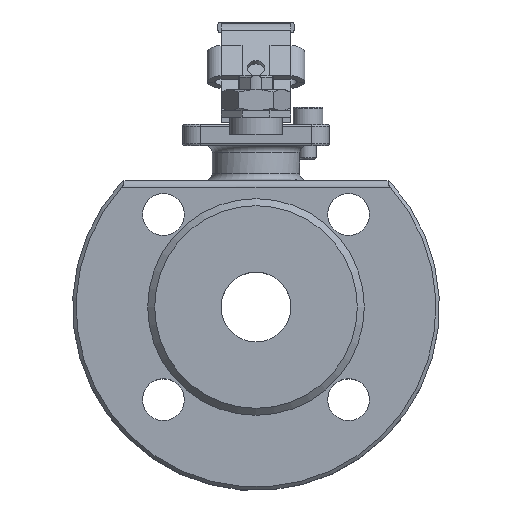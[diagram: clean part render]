
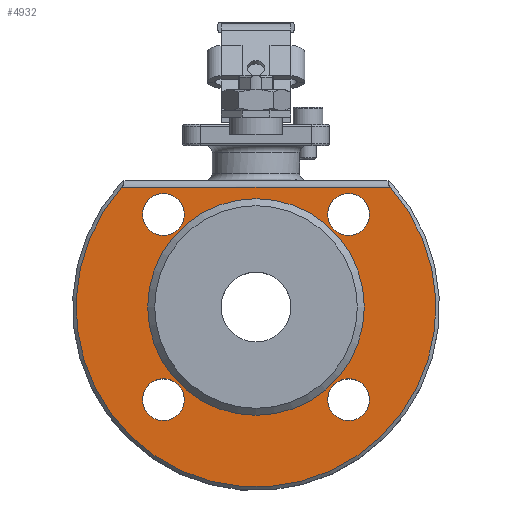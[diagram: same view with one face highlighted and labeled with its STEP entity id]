
A CAD part, top view. The second image highlights one B-rep face of the part: STEP entity #4932.
In plain terms, the highlighted planar face has unit normal (0, 0, 1).
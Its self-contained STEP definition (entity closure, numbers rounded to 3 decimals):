
#199=FACE_BOUND('',#1109,.T.);
#200=FACE_BOUND('',#1110,.T.);
#201=FACE_BOUND('',#1111,.T.);
#202=FACE_BOUND('',#1112,.T.);
#203=FACE_BOUND('',#1113,.T.);
#305=CIRCLE('',#5446,51.5);
#308=CIRCLE('',#5454,31.);
#309=CIRCLE('',#5455,6.);
#310=CIRCLE('',#5456,6.);
#311=CIRCLE('',#5457,6.);
#312=CIRCLE('',#5458,6.);
#806=FACE_OUTER_BOUND('',#1108,.T.);
#1108=EDGE_LOOP('',(#3723,#3724));
#1109=EDGE_LOOP('',(#3725));
#1110=EDGE_LOOP('',(#3726));
#1111=EDGE_LOOP('',(#3727));
#1112=EDGE_LOOP('',(#3728));
#1113=EDGE_LOOP('',(#3729));
#1447=LINE('',#7576,#1863);
#1863=VECTOR('',#6177,10.);
#2313=VERTEX_POINT('',#7560);
#2314=VERTEX_POINT('',#7575);
#2319=VERTEX_POINT('',#7621);
#2320=VERTEX_POINT('',#7623);
#2321=VERTEX_POINT('',#7625);
#2322=VERTEX_POINT('',#7627);
#2323=VERTEX_POINT('',#7629);
#2813=EDGE_CURVE('',#2313,#2314,#1447,.T.);
#2819=EDGE_CURVE('',#2313,#2314,#305,.T.);
#2825=EDGE_CURVE('',#2319,#2319,#308,.T.);
#2826=EDGE_CURVE('',#2320,#2320,#309,.T.);
#2827=EDGE_CURVE('',#2321,#2321,#310,.T.);
#2828=EDGE_CURVE('',#2322,#2322,#311,.T.);
#2829=EDGE_CURVE('',#2323,#2323,#312,.T.);
#3723=ORIENTED_EDGE('',*,*,#2813,.F.);
#3724=ORIENTED_EDGE('',*,*,#2819,.T.);
#3725=ORIENTED_EDGE('',*,*,#2825,.T.);
#3726=ORIENTED_EDGE('',*,*,#2826,.T.);
#3727=ORIENTED_EDGE('',*,*,#2827,.T.);
#3728=ORIENTED_EDGE('',*,*,#2828,.T.);
#3729=ORIENTED_EDGE('',*,*,#2829,.T.);
#4721=PLANE('',#5453);
#4932=ADVANCED_FACE('',(#806,#199,#200,#201,#202,#203),#4721,.T.);
#5446=AXIS2_PLACEMENT_3D('',#7604,#6185,#6186);
#5453=AXIS2_PLACEMENT_3D('',#7620,#6201,#6202);
#5454=AXIS2_PLACEMENT_3D('',#7622,#6203,#6204);
#5455=AXIS2_PLACEMENT_3D('',#7624,#6205,#6206);
#5456=AXIS2_PLACEMENT_3D('',#7626,#6207,#6208);
#5457=AXIS2_PLACEMENT_3D('',#7628,#6209,#6210);
#5458=AXIS2_PLACEMENT_3D('',#7630,#6211,#6212);
#6177=DIRECTION('',(1.,0.,0.));
#6185=DIRECTION('center_axis',(0.,0.,
1.));
#6186=DIRECTION('ref_axis',(-1.,0.,0.));
#6201=DIRECTION('center_axis',(0.,0.,
1.));
#6202=DIRECTION('ref_axis',(1.,0.,0.));
#6203=DIRECTION('center_axis',(0.,0.,
-1.));
#6204=DIRECTION('ref_axis',(-1.,0.,0.));
#6205=DIRECTION('center_axis',(0.,0.,
-1.));
#6206=DIRECTION('ref_axis',(-1.,0.,0.));
#6207=DIRECTION('center_axis',(0.,0.,
-1.));
#6208=DIRECTION('ref_axis',(-1.,0.,0.));
#6209=DIRECTION('center_axis',(0.,0.,
-1.));
#6210=DIRECTION('ref_axis',(-1.,0.,0.));
#6211=DIRECTION('center_axis',(0.,0.,
-1.));
#6212=DIRECTION('ref_axis',(-1.,0.,0.));
#7560=CARTESIAN_POINT('',(-38.46,34.25,36.));
#7575=CARTESIAN_POINT('',(38.46,34.25,36.));
#7576=CARTESIAN_POINT('',(-0.07,34.25,36.));
#7604=CARTESIAN_POINT('Origin',(0.,0.,
36.));
#7620=CARTESIAN_POINT('Origin',(0.,0.,
36.));
#7621=CARTESIAN_POINT('',(31.,0.,36.));
#7622=CARTESIAN_POINT('Origin',(0.,0.,
36.));
#7623=CARTESIAN_POINT('',(32.517,-26.517,36.));
#7624=CARTESIAN_POINT('Origin',(26.517,-26.517,36.));
#7625=CARTESIAN_POINT('',(-20.517,-26.517,36.));
#7626=CARTESIAN_POINT('Origin',(-26.517,-26.517,36.));
#7627=CARTESIAN_POINT('',(-20.517,26.517,36.));
#7628=CARTESIAN_POINT('Origin',(-26.517,26.517,36.));
#7629=CARTESIAN_POINT('',(32.517,26.517,36.));
#7630=CARTESIAN_POINT('Origin',(26.517,26.517,36.));
